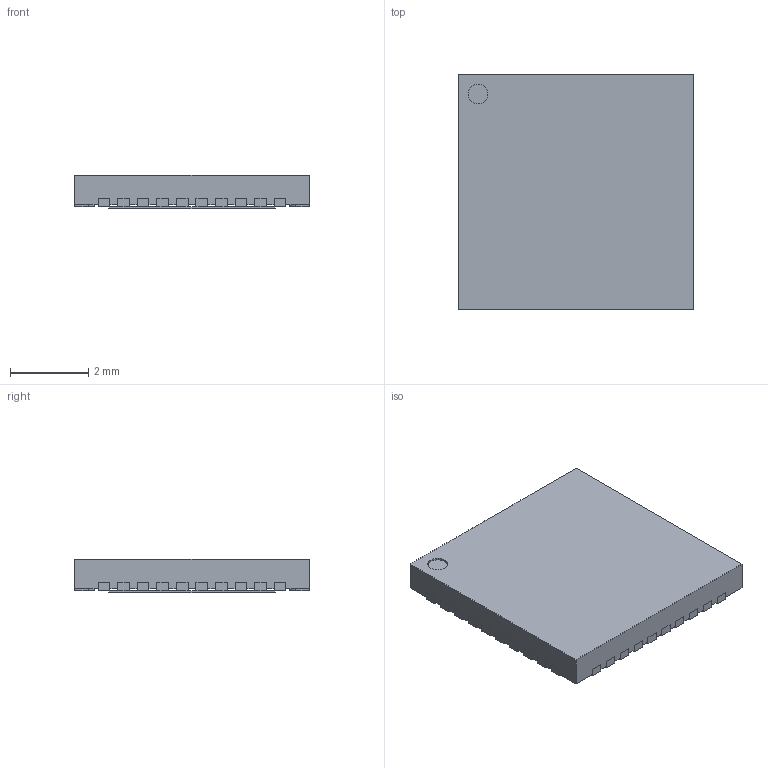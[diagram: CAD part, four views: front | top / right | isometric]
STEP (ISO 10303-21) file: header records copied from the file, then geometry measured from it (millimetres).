
FILE_DESCRIPTION((''),'2;1');
FILE_NAME('QFN50P600X600X80-41N-S425.stp','2012-10-11T11:04:41',(''),(''),'Mechanical Desktop 2011','Mechanical Desktop 2011',', , ');
FILE_SCHEMA(('AUTOMOTIVE_DESIGN { 1 2 10303 214 1 1 1 1 }'));
Length unit declared in the file: millimetre
Products named in the file (1): Product
Bounding box: 6 x 6 x 0.85 mm (x, y, z)
Volume: 28.2 mm3; surface area: 155.2 mm2
Topology: 42 solids, 42 shells, 415 faces, 990 edges, 660 vertices
Faces by surface type: bspline 226, plane 147, cylinder 42
Entity records: 12439 total; most frequent: CARTESIAN_POINT 3304, ORIENTED_EDGE 1980, DIRECTION 1534, EDGE_CURVE 990, VECTOR 826, LINE 826, VERTEX_POINT 660, EDGE_LOOP 416
